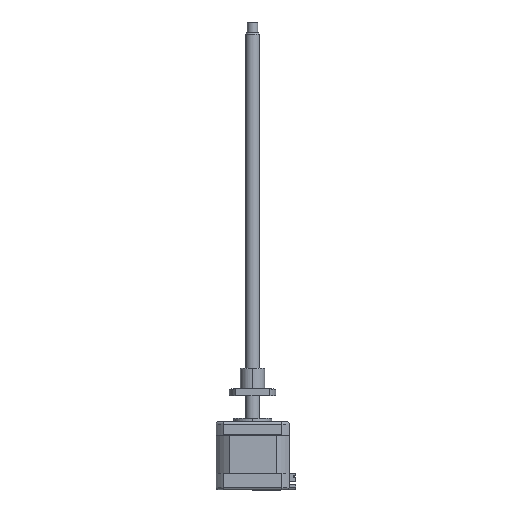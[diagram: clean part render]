
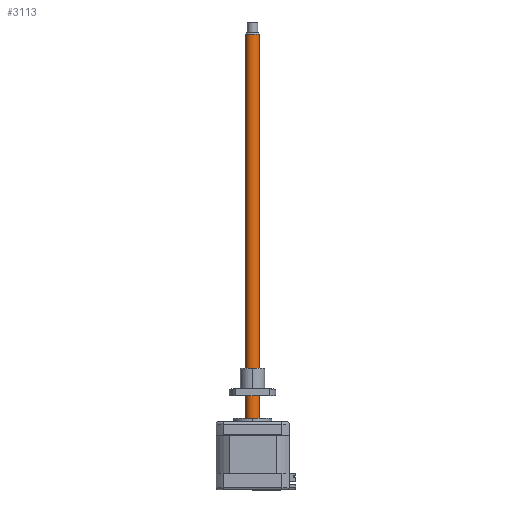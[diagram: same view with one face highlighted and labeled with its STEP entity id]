
A CAD part, top view. The second image highlights one B-rep face of the part: STEP entity #3113.
In plain terms, the highlighted cylindrical face has radius 4 mm (diameter 8 mm), a partial arc.
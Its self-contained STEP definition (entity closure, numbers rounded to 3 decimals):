
#423 = EDGE_CURVE ( 'NONE', #1584, #1828, #2822, .T. ) ;
#1126 = CARTESIAN_POINT ( 'NONE',  ( -4.709, 17.843, 16.638 ) ) ;
#1191 = AXIS2_PLACEMENT_3D ( 'NONE', #10711, #7243, #1953 ) ;
#1450 = CARTESIAN_POINT ( 'NONE',  ( -8.709, 242.843, 16.638 ) ) ;
#1455 = VERTEX_POINT ( 'NONE', #4010 ) ;
#1584 = VERTEX_POINT ( 'NONE', #6510 ) ;
#1828 = VERTEX_POINT ( 'NONE', #5162 ) ;
#1953 = DIRECTION ( 'NONE',  ( -1., 0., 0. ) ) ;
#2028 = DIRECTION ( 'NONE',  ( -1., 0., 0. ) ) ;
#2822 = CIRCLE ( 'NONE', #5822, 4. ) ;
#3113 = ADVANCED_FACE ( 'NONE', ( #9161 ), #6588, .T. ) ;
#4010 = CARTESIAN_POINT ( 'NONE',  ( -0.709, 17.843, 16.638 ) ) ;
#4144 = DIRECTION ( 'NONE',  ( 0., -1., 0. ) ) ;
#4169 = DIRECTION ( 'NONE',  ( 0., -1., 0. ) ) ;
#4263 = DIRECTION ( 'NONE',  ( 1., 0., 0. ) ) ;
#5042 = AXIS2_PLACEMENT_3D ( 'NONE', #1126, #7313, #2028 ) ;
#5116 = LINE ( 'NONE', #9390, #9205 ) ;
#5162 = CARTESIAN_POINT ( 'NONE',  ( -8.709, 241.843, 16.638 ) ) ;
#5422 = EDGE_CURVE ( 'NONE', #1584, #1455, #5116, .T. ) ;
#5516 = VECTOR ( 'NONE', #4144, 1000. ) ;
#5822 = AXIS2_PLACEMENT_3D ( 'NONE', #7657, #10362, #4263 ) ;
#5870 = EDGE_LOOP ( 'NONE', ( #6424, #9436, #7789, #7874 ) ) ;
#6424 = ORIENTED_EDGE ( 'NONE', *, *, #5422, .F. ) ;
#6510 = CARTESIAN_POINT ( 'NONE',  ( -0.709, 241.843, 16.638 ) ) ;
#6588 = CYLINDRICAL_SURFACE ( 'NONE', #1191, 4. ) ;
#6767 = CARTESIAN_POINT ( 'NONE',  ( -8.709, 17.843, 16.638 ) ) ;
#7243 = DIRECTION ( 'NONE',  ( 0., -1., 0. ) ) ;
#7313 = DIRECTION ( 'NONE',  ( 0., -1., 0. ) ) ;
#7657 = CARTESIAN_POINT ( 'NONE',  ( -4.709, 241.843, 16.638 ) ) ;
#7789 = ORIENTED_EDGE ( 'NONE', *, *, #11048, .T. ) ;
#7874 = ORIENTED_EDGE ( 'NONE', *, *, #9922, .F. ) ;
#8373 = LINE ( 'NONE', #1450, #5516 ) ;
#9161 = FACE_OUTER_BOUND ( 'NONE', #5870, .T. ) ;
#9205 = VECTOR ( 'NONE', #4169, 1000. ) ;
#9336 = CIRCLE ( 'NONE', #5042, 4. ) ;
#9390 = CARTESIAN_POINT ( 'NONE',  ( -0.709, 242.843, 16.638 ) ) ;
#9436 = ORIENTED_EDGE ( 'NONE', *, *, #423, .T. ) ;
#9922 = EDGE_CURVE ( 'NONE', #1455, #11027, #9336, .T. ) ;
#10362 = DIRECTION ( 'NONE',  ( 0., -1., 0. ) ) ;
#10711 = CARTESIAN_POINT ( 'NONE',  ( -4.709, 242.843, 16.638 ) ) ;
#11027 = VERTEX_POINT ( 'NONE', #6767 ) ;
#11048 = EDGE_CURVE ( 'NONE', #1828, #11027, #8373, .T. ) ;
